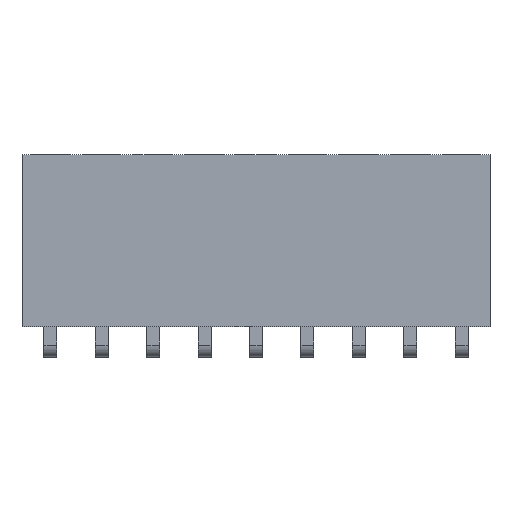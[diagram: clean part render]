
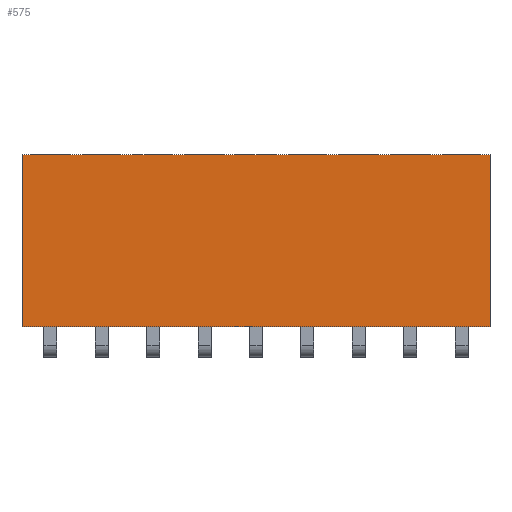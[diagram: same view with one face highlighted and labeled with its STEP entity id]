
A CAD part, top view. The second image highlights one B-rep face of the part: STEP entity #575.
In plain terms, the highlighted planar face has unit normal (0, 0, 1).
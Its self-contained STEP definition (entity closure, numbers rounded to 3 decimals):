
#87=CARTESIAN_POINT('',(51.05,8.5,0.));
#88=VERTEX_POINT('',#87);
#99=CARTESIAN_POINT('',(27.94,8.5,0.));
#100=VERTEX_POINT('',#99);
#110=CARTESIAN_POINT('',(51.05,8.5,0.));
#111=CARTESIAN_POINT('',(46.428,8.5,0.));
#112=CARTESIAN_POINT('',(41.806,8.5,0.));
#113=CARTESIAN_POINT('',(37.184,8.5,0.));
#114=CARTESIAN_POINT('',(32.562,8.5,0.));
#115=CARTESIAN_POINT('',(27.94,8.5,0.));
#116=B_SPLINE_CURVE_WITH_KNOTS('',5,(#110,#111,#112,#113,#114,#115),.UNSPECIFIED.,.F.,.U.,(6,6),(0.,23.11),.UNSPECIFIED.);
#117=EDGE_CURVE('',#88,#100,#116,.T.);
#536=CARTESIAN_POINT('',(39.495,4.25,0.));
#537=DIRECTION('',(1.,0.,0.));
#538=DIRECTION('',(0.,0.,1.));
#539=AXIS2_PLACEMENT_3D('',#536,#538,#537);
#540=PLANE('',#539);
#541=CARTESIAN_POINT('',(51.05,0.,0.));
#542=VERTEX_POINT('',#541);
#543=CARTESIAN_POINT('',(27.94,0.,0.));
#544=VERTEX_POINT('',#543);
#545=CARTESIAN_POINT('',(51.05,0.,0.));
#546=CARTESIAN_POINT('',(46.428,0.,0.));
#547=CARTESIAN_POINT('',(41.806,0.,0.));
#548=CARTESIAN_POINT('',(37.184,0.,0.));
#549=CARTESIAN_POINT('',(32.562,0.,0.));
#550=CARTESIAN_POINT('',(27.94,0.,0.));
#551=B_SPLINE_CURVE_WITH_KNOTS('',5,(#545,#546,#547,#548,#549,#550),.UNSPECIFIED.,.F.,.U.,(6,6),(0.,23.11),.UNSPECIFIED.);
#552=EDGE_CURVE('',#542,#544,#551,.T.);
#553=ORIENTED_EDGE('',*,*,#552,.F.);
#554=CARTESIAN_POINT('',(51.05,8.5,0.));
#555=CARTESIAN_POINT('',(51.05,6.8,0.));
#556=CARTESIAN_POINT('',(51.05,5.1,0.));
#557=CARTESIAN_POINT('',(51.05,3.4,0.));
#558=CARTESIAN_POINT('',(51.05,1.7,0.));
#559=CARTESIAN_POINT('',(51.05,0.,0.));
#560=B_SPLINE_CURVE_WITH_KNOTS('',5,(#554,#555,#556,#557,#558,#559),.UNSPECIFIED.,.F.,.U.,(6,6),(0.,8.5),.UNSPECIFIED.);
#561=EDGE_CURVE('',#88,#542,#560,.T.);
#562=ORIENTED_EDGE('',*,*,#561,.F.);
#563=ORIENTED_EDGE('',*,*,#117,.T.);
#564=CARTESIAN_POINT('',(27.94,0.,0.));
#565=CARTESIAN_POINT('',(27.94,1.7,0.));
#566=CARTESIAN_POINT('',(27.94,3.4,0.));
#567=CARTESIAN_POINT('',(27.94,5.1,0.));
#568=CARTESIAN_POINT('',(27.94,6.8,0.));
#569=CARTESIAN_POINT('',(27.94,8.5,0.));
#570=B_SPLINE_CURVE_WITH_KNOTS('',5,(#564,#565,#566,#567,#568,#569),.UNSPECIFIED.,.F.,.U.,(6,6),(0.,8.5),.UNSPECIFIED.);
#571=EDGE_CURVE('',#544,#100,#570,.T.);
#572=ORIENTED_EDGE('',*,*,#571,.F.);
#573=EDGE_LOOP('',(#553,#562,#563,#572));
#574=FACE_OUTER_BOUND('',#573,.T.);
#575=ADVANCED_FACE('',(#574),#540,.T.);
